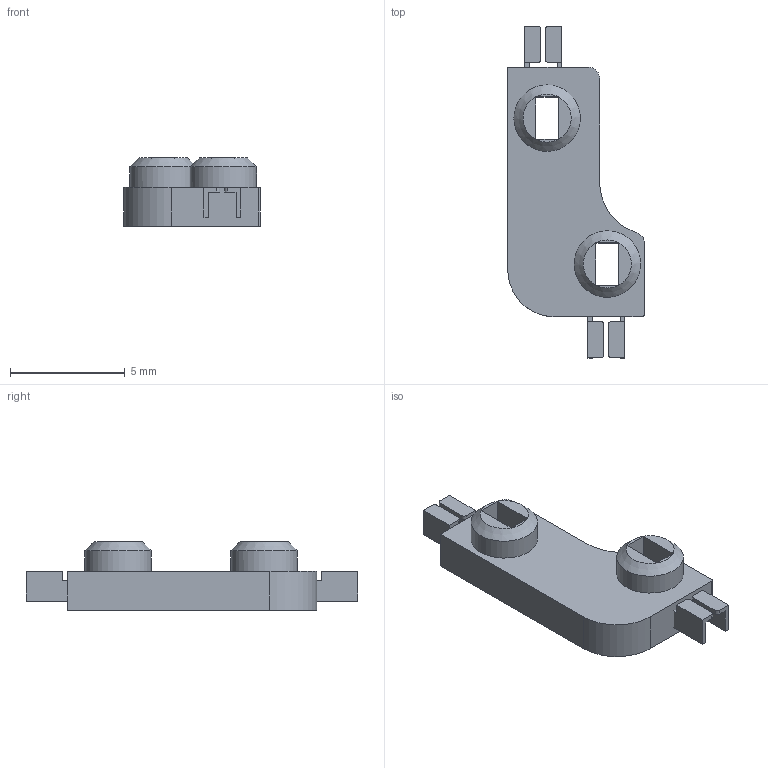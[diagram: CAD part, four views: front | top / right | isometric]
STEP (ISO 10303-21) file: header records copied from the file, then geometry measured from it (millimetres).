
FILE_DESCRIPTION( ( '' ), ' ' );
FILE_NAME( '5a0da1f9002742106cbe6998.step', '2017-11-16T14:34:34', ( '' ), ( '' ), ' ', ' ', ' ' );
FILE_SCHEMA( ( 'AUTOMOTIVE_DESIGN { 1 0 10303 214 1 1 1 1 }' ) );
Length unit declared in the file: metre
Products named in the file (2): Pins; Body
Bounding box: 5.96 x 14.49 x 3 mm (x, y, z)
Volume: 96.5 mm3; surface area: 268.1 mm2
Topology: 2 solids, 2 shells, 76 faces, 198 edges, 126 vertices
Faces by surface type: plane 59, cylinder 15, cone 2
Full cylindrical faces by diameter (mm): 2.9 x2
Entity records: 2900 total; most frequent: CARTESIAN_POINT 394, DIRECTION 386, ORIENTED_EDGE 384, EDGE_CURVE 192, LINE 154, VECTOR 154, VERTEX_POINT 124, AXIS2_PLACEMENT_3D 116
